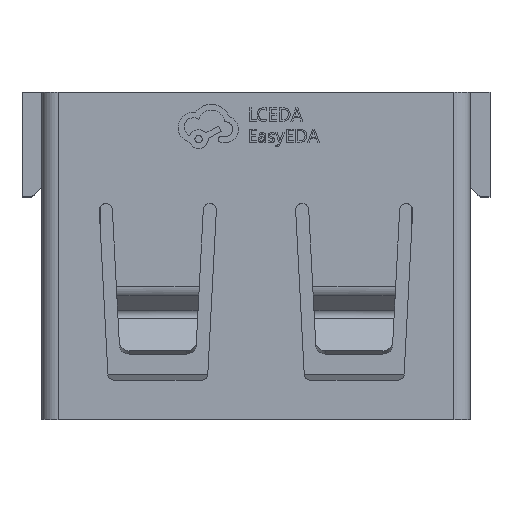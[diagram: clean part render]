
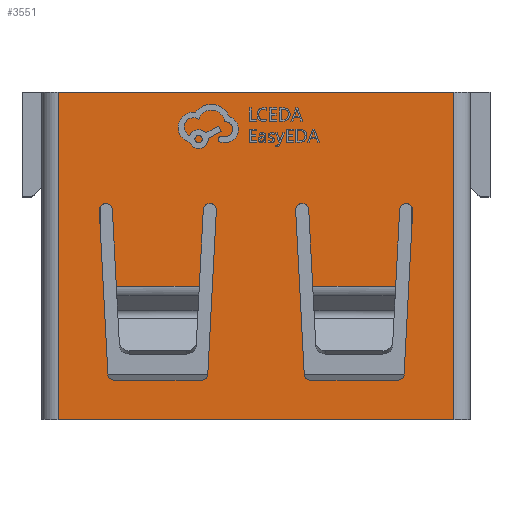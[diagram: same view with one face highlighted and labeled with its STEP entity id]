
A CAD part, top view. The second image highlights one B-rep face of the part: STEP entity #3551.
In plain terms, the highlighted planar face has unit normal (0, 0, 1).
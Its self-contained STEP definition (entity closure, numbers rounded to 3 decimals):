
#3551 = ADVANCED_FACE('',(#3552,#3586,#3672),#3758,.F.);
#3552 = FACE_BOUND('',#3553,.T.);
#3553 = EDGE_LOOP('',(#3554,#3564,#3572,#3580));
#3554 = ORIENTED_EDGE('',*,*,#3555,.T.);
#3555 = EDGE_CURVE('',#3556,#3558,#3560,.T.);
#3556 = VERTEX_POINT('',#3557);
#3557 = CARTESIAN_POINT('',(6.05,1.,6.2
    ));
#3558 = VERTEX_POINT('',#3559);
#3559 = CARTESIAN_POINT('',(-6.05,1.,
    6.2));
#3560 = LINE('',#3561,#3562);
#3561 = CARTESIAN_POINT('',(-6.55,1.,
    6.2));
#3562 = VECTOR('',#3563,1.);
#3563 = DIRECTION('',(-1.,0.,0.));
#3564 = ORIENTED_EDGE('',*,*,#3565,.F.);
#3565 = EDGE_CURVE('',#3566,#3558,#3568,.T.);
#3566 = VERTEX_POINT('',#3567);
#3567 = CARTESIAN_POINT('',(-6.05,-9.,
    6.2));
#3568 = LINE('',#3569,#3570);
#3569 = CARTESIAN_POINT('',(-6.05,-8.2,
    6.2));
#3570 = VECTOR('',#3571,1.);
#3571 = DIRECTION('',(0.,1.,0.));
#3572 = ORIENTED_EDGE('',*,*,#3573,.F.);
#3573 = EDGE_CURVE('',#3574,#3566,#3576,.T.);
#3574 = VERTEX_POINT('',#3575);
#3575 = CARTESIAN_POINT('',(6.05,-9.,
    6.2));
#3576 = LINE('',#3577,#3578);
#3577 = CARTESIAN_POINT('',(6.05,-9.,
    6.2));
#3578 = VECTOR('',#3579,1.);
#3579 = DIRECTION('',(-1.,0.,0.));
#3580 = ORIENTED_EDGE('',*,*,#3581,.T.);
#3581 = EDGE_CURVE('',#3574,#3556,#3582,.T.);
#3582 = LINE('',#3583,#3584);
#3583 = CARTESIAN_POINT('',(6.05,-8.2,
    6.2));
#3584 = VECTOR('',#3585,1.);
#3585 = DIRECTION('',(0.,1.,0.));
#3586 = FACE_BOUND('',#3587,.T.);
#3587 = EDGE_LOOP('',(#3588,#3598,#3607,#3615,#3624,#3632,#3641,#3649,
    #3658,#3666));
#3588 = ORIENTED_EDGE('',*,*,#3589,.F.);
#3589 = EDGE_CURVE('',#3590,#3592,#3594,.T.);
#3590 = VERTEX_POINT('',#3591);
#3591 = CARTESIAN_POINT('',(-1.61,-2.59,
    6.2));
#3592 = VERTEX_POINT('',#3593);
#3593 = CARTESIAN_POINT('',(-1.733,-4.934,
    6.2));
#3594 = LINE('',#3595,#3596);
#3595 = CARTESIAN_POINT('',(-1.601,-2.4,
    6.2));
#3596 = VECTOR('',#3597,1.);
#3597 = DIRECTION('',(-0.052,-0.999,
    0.));
#3598 = ORIENTED_EDGE('',*,*,#3599,.F.);
#3599 = EDGE_CURVE('',#3600,#3590,#3602,.T.);
#3600 = VERTEX_POINT('',#3601);
#3601 = CARTESIAN_POINT('',(-1.211,-2.61,
    6.2));
#3602 = CIRCLE('',#3603,0.2);
#3603 = AXIS2_PLACEMENT_3D('',#3604,#3605,#3606);
#3604 = CARTESIAN_POINT('',(-1.411,-2.6,
    6.2));
#3605 = DIRECTION('',(0.,0.,1.));
#3606 = DIRECTION('',(0.,1.,0.));
#3607 = ORIENTED_EDGE('',*,*,#3608,.T.);
#3608 = EDGE_CURVE('',#3600,#3609,#3611,.T.);
#3609 = VERTEX_POINT('',#3610);
#3610 = CARTESIAN_POINT('',(-1.473,-7.61,
    6.2));
#3611 = LINE('',#3612,#3613);
#3612 = CARTESIAN_POINT('',(-1.2,-2.4,
    6.2));
#3613 = VECTOR('',#3614,1.);
#3614 = DIRECTION('',(-0.052,-0.999,
    0.));
#3615 = ORIENTED_EDGE('',*,*,#3616,.F.);
#3616 = EDGE_CURVE('',#3617,#3609,#3619,.T.);
#3617 = VERTEX_POINT('',#3618);
#3618 = CARTESIAN_POINT('',(-1.673,-7.8,
    6.2));
#3619 = CIRCLE('',#3620,0.2);
#3620 = AXIS2_PLACEMENT_3D('',#3621,#3622,#3623);
#3621 = CARTESIAN_POINT('',(-1.673,-7.6,
    6.2));
#3622 = DIRECTION('',(0.,0.,1.));
#3623 = DIRECTION('',(0.,1.,0.));
#3624 = ORIENTED_EDGE('',*,*,#3625,.T.);
#3625 = EDGE_CURVE('',#3617,#3626,#3628,.T.);
#3626 = VERTEX_POINT('',#3627);
#3627 = CARTESIAN_POINT('',(-4.327,-7.8,
    6.2));
#3628 = LINE('',#3629,#3630);
#3629 = CARTESIAN_POINT('',(-1.483,-7.8,
    6.2));
#3630 = VECTOR('',#3631,1.);
#3631 = DIRECTION('',(-1.,0.,0.));
#3632 = ORIENTED_EDGE('',*,*,#3633,.F.);
#3633 = EDGE_CURVE('',#3634,#3626,#3636,.T.);
#3634 = VERTEX_POINT('',#3635);
#3635 = CARTESIAN_POINT('',(-4.527,-7.61,
    6.2));
#3636 = CIRCLE('',#3637,0.2);
#3637 = AXIS2_PLACEMENT_3D('',#3638,#3639,#3640);
#3638 = CARTESIAN_POINT('',(-4.327,-7.6,
    6.2));
#3639 = DIRECTION('',(0.,0.,1.));
#3640 = DIRECTION('',(0.,1.,0.));
#3641 = ORIENTED_EDGE('',*,*,#3642,.T.);
#3642 = EDGE_CURVE('',#3634,#3643,#3645,.T.);
#3643 = VERTEX_POINT('',#3644);
#3644 = CARTESIAN_POINT('',(-4.789,-2.61,
    6.2));
#3645 = LINE('',#3646,#3647);
#3646 = CARTESIAN_POINT('',(-4.517,-7.8,
    6.2));
#3647 = VECTOR('',#3648,1.);
#3648 = DIRECTION('',(-0.052,0.999,
    0.));
#3649 = ORIENTED_EDGE('',*,*,#3650,.F.);
#3650 = EDGE_CURVE('',#3651,#3643,#3653,.T.);
#3651 = VERTEX_POINT('',#3652);
#3652 = CARTESIAN_POINT('',(-4.39,-2.59,
    6.2));
#3653 = CIRCLE('',#3654,0.2);
#3654 = AXIS2_PLACEMENT_3D('',#3655,#3656,#3657);
#3655 = CARTESIAN_POINT('',(-4.589,-2.6,
    6.2));
#3656 = DIRECTION('',(0.,0.,1.));
#3657 = DIRECTION('',(0.,1.,0.));
#3658 = ORIENTED_EDGE('',*,*,#3659,.F.);
#3659 = EDGE_CURVE('',#3660,#3651,#3662,.T.);
#3660 = VERTEX_POINT('',#3661);
#3661 = CARTESIAN_POINT('',(-4.267,-4.934,
    6.2));
#3662 = LINE('',#3663,#3664);
#3663 = CARTESIAN_POINT('',(-4.127,-7.59,
    6.2));
#3664 = VECTOR('',#3665,1.);
#3665 = DIRECTION('',(-0.052,0.999,
    0.));
#3666 = ORIENTED_EDGE('',*,*,#3667,.F.);
#3667 = EDGE_CURVE('',#3592,#3660,#3668,.T.);
#3668 = LINE('',#3669,#3670);
#3669 = CARTESIAN_POINT('',(-4.258,-4.934,
    6.2));
#3670 = VECTOR('',#3671,1.);
#3671 = DIRECTION('',(-1.,0.,0.));
#3672 = FACE_BOUND('',#3673,.T.);
#3673 = EDGE_LOOP('',(#3674,#3684,#3692,#3700,#3709,#3717,#3726,#3734,
    #3743,#3751));
#3674 = ORIENTED_EDGE('',*,*,#3675,.T.);
#3675 = EDGE_CURVE('',#3676,#3678,#3680,.T.);
#3676 = VERTEX_POINT('',#3677);
#3677 = CARTESIAN_POINT('',(1.61,-2.59,
    6.2));
#3678 = VERTEX_POINT('',#3679);
#3679 = CARTESIAN_POINT('',(1.733,-4.934,
    6.2));
#3680 = LINE('',#3681,#3682);
#3681 = CARTESIAN_POINT('',(1.601,-2.4,
    6.2));
#3682 = VECTOR('',#3683,1.);
#3683 = DIRECTION('',(0.052,-0.999,
    0.));
#3684 = ORIENTED_EDGE('',*,*,#3685,.T.);
#3685 = EDGE_CURVE('',#3678,#3686,#3688,.T.);
#3686 = VERTEX_POINT('',#3687);
#3687 = CARTESIAN_POINT('',(4.267,-4.934,
    6.2));
#3688 = LINE('',#3689,#3690);
#3689 = CARTESIAN_POINT('',(4.258,-4.934,
    6.2));
#3690 = VECTOR('',#3691,1.);
#3691 = DIRECTION('',(1.,0.,0.));
#3692 = ORIENTED_EDGE('',*,*,#3693,.T.);
#3693 = EDGE_CURVE('',#3686,#3694,#3696,.T.);
#3694 = VERTEX_POINT('',#3695);
#3695 = CARTESIAN_POINT('',(4.39,-2.59,
    6.2));
#3696 = LINE('',#3697,#3698);
#3697 = CARTESIAN_POINT('',(4.127,-7.59,
    6.2));
#3698 = VECTOR('',#3699,1.);
#3699 = DIRECTION('',(0.052,0.999,
    0.));
#3700 = ORIENTED_EDGE('',*,*,#3701,.T.);
#3701 = EDGE_CURVE('',#3694,#3702,#3704,.T.);
#3702 = VERTEX_POINT('',#3703);
#3703 = CARTESIAN_POINT('',(4.789,-2.61,
    6.2));
#3704 = CIRCLE('',#3705,0.2);
#3705 = AXIS2_PLACEMENT_3D('',#3706,#3707,#3708);
#3706 = CARTESIAN_POINT('',(4.589,-2.6,
    6.2));
#3707 = DIRECTION('',(0.,0.,-1.));
#3708 = DIRECTION('',(0.,1.,0.));
#3709 = ORIENTED_EDGE('',*,*,#3710,.F.);
#3710 = EDGE_CURVE('',#3711,#3702,#3713,.T.);
#3711 = VERTEX_POINT('',#3712);
#3712 = CARTESIAN_POINT('',(4.527,-7.61,
    6.2));
#3713 = LINE('',#3714,#3715);
#3714 = CARTESIAN_POINT('',(4.517,-7.8,
    6.2));
#3715 = VECTOR('',#3716,1.);
#3716 = DIRECTION('',(0.052,0.999,
    0.));
#3717 = ORIENTED_EDGE('',*,*,#3718,.T.);
#3718 = EDGE_CURVE('',#3711,#3719,#3721,.T.);
#3719 = VERTEX_POINT('',#3720);
#3720 = CARTESIAN_POINT('',(4.327,-7.8,
    6.2));
#3721 = CIRCLE('',#3722,0.2);
#3722 = AXIS2_PLACEMENT_3D('',#3723,#3724,#3725);
#3723 = CARTESIAN_POINT('',(4.327,-7.6,
    6.2));
#3724 = DIRECTION('',(0.,0.,-1.));
#3725 = DIRECTION('',(0.,1.,0.));
#3726 = ORIENTED_EDGE('',*,*,#3727,.F.);
#3727 = EDGE_CURVE('',#3728,#3719,#3730,.T.);
#3728 = VERTEX_POINT('',#3729);
#3729 = CARTESIAN_POINT('',(1.673,-7.8,
    6.2));
#3730 = LINE('',#3731,#3732);
#3731 = CARTESIAN_POINT('',(1.483,-7.8,
    6.2));
#3732 = VECTOR('',#3733,1.);
#3733 = DIRECTION('',(1.,0.,0.));
#3734 = ORIENTED_EDGE('',*,*,#3735,.T.);
#3735 = EDGE_CURVE('',#3728,#3736,#3738,.T.);
#3736 = VERTEX_POINT('',#3737);
#3737 = CARTESIAN_POINT('',(1.473,-7.61,
    6.2));
#3738 = CIRCLE('',#3739,0.2);
#3739 = AXIS2_PLACEMENT_3D('',#3740,#3741,#3742);
#3740 = CARTESIAN_POINT('',(1.673,-7.6,
    6.2));
#3741 = DIRECTION('',(0.,0.,-1.));
#3742 = DIRECTION('',(0.,1.,0.));
#3743 = ORIENTED_EDGE('',*,*,#3744,.F.);
#3744 = EDGE_CURVE('',#3745,#3736,#3747,.T.);
#3745 = VERTEX_POINT('',#3746);
#3746 = CARTESIAN_POINT('',(1.211,-2.61,
    6.2));
#3747 = LINE('',#3748,#3749);
#3748 = CARTESIAN_POINT('',(1.2,-2.4,
    6.2));
#3749 = VECTOR('',#3750,1.);
#3750 = DIRECTION('',(0.052,-0.999,
    0.));
#3751 = ORIENTED_EDGE('',*,*,#3752,.T.);
#3752 = EDGE_CURVE('',#3745,#3676,#3753,.T.);
#3753 = CIRCLE('',#3754,0.2);
#3754 = AXIS2_PLACEMENT_3D('',#3755,#3756,#3757);
#3755 = CARTESIAN_POINT('',(1.411,-2.6,
    6.2));
#3756 = DIRECTION('',(0.,0.,-1.));
#3757 = DIRECTION('',(0.,1.,0.));
#3758 = PLANE('',#3759);
#3759 = AXIS2_PLACEMENT_3D('',#3760,#3761,#3762);
#3760 = CARTESIAN_POINT('',(5.5,-3.6,6.2
    ));
#3761 = DIRECTION('',(0.,0.,-1.));
#3762 = DIRECTION('',(0.,1.,0.));
